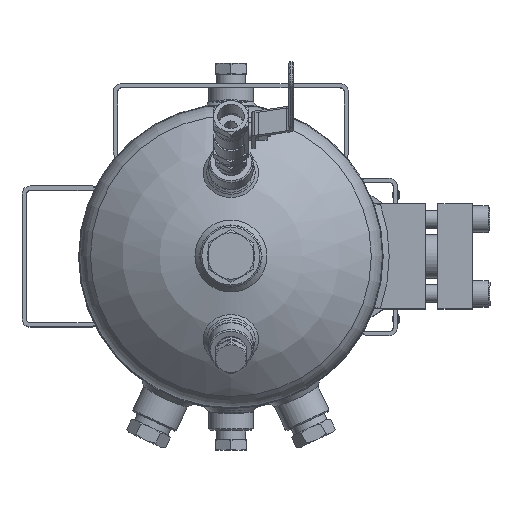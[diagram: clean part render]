
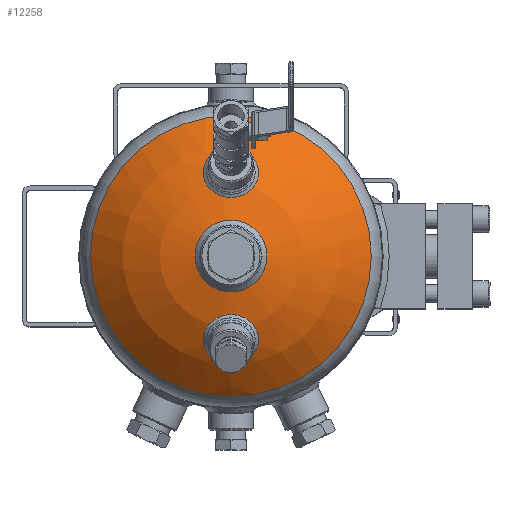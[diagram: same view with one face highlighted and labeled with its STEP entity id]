
A CAD part, top view. The second image highlights one B-rep face of the part: STEP entity #12258.
In plain terms, the highlighted spherical face has radius 140.215 mm.
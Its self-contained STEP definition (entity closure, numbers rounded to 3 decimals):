
#1670=SPHERICAL_SURFACE('',#15589,140.215);
#2695=CIRCLE('',#15590,17.526);
#2696=CIRCLE('',#15591,22.513);
#2697=CIRCLE('',#15592,17.526);
#2698=CIRCLE('',#15593,101.553);
#3269=ORIENTED_EDGE('',*,*,#6458,.T.);
#3270=ORIENTED_EDGE('',*,*,#6459,.T.);
#3271=ORIENTED_EDGE('',*,*,#6460,.T.);
#3272=ORIENTED_EDGE('',*,*,#6461,.F.);
#6458=EDGE_CURVE('',#8065,#8065,#2695,.T.);
#6459=EDGE_CURVE('',#8066,#8066,#2696,.T.);
#6460=EDGE_CURVE('',#8067,#8067,#2697,.T.);
#6461=EDGE_CURVE('',#8068,#8068,#2698,.T.);
#8065=VERTEX_POINT('',#22106);
#8066=VERTEX_POINT('',#22108);
#8067=VERTEX_POINT('',#22110);
#8068=VERTEX_POINT('',#22112);
#9540=EDGE_LOOP('',(#3269));
#9541=EDGE_LOOP('',(#3270));
#9542=EDGE_LOOP('',(#3271));
#9543=EDGE_LOOP('',(#3272));
#10808=FACE_BOUND('',#9540,.T.);
#10809=FACE_BOUND('',#9541,.T.);
#10810=FACE_BOUND('',#9542,.T.);
#10811=FACE_BOUND('',#9543,.T.);
#12258=ADVANCED_FACE('',(#10808,#10809,#10810,#10811),#1670,.T.);
#15589=AXIS2_PLACEMENT_3D('',#22104,#17004,#17005);
#15590=AXIS2_PLACEMENT_3D('',#22105,#17006,#17007);
#15591=AXIS2_PLACEMENT_3D('',#22107,#17008,#17009);
#15592=AXIS2_PLACEMENT_3D('',#22109,#17010,#17011);
#15593=AXIS2_PLACEMENT_3D('',#22111,#17012,#17013);
#17004=DIRECTION('',(0.,0.,-1.));
#17005=DIRECTION('',(-1.,0.,0.));
#17006=DIRECTION('',(-0.435,0.,-0.9));
#17007=DIRECTION('',(-0.9,0.,0.435));
#17008=DIRECTION('',(0.,0.,-1.));
#17009=DIRECTION('',(-1.,0.,0.));
#17010=DIRECTION('',(0.435,0.,-0.9));
#17011=DIRECTION('',(-0.9,0.,-0.435));
#17012=DIRECTION('',(0.,0.,-1.));
#17013=DIRECTION('',(-1.,0.,0.));
#22104=CARTESIAN_POINT('',(0.,0.,-38.615));
#22105=CARTESIAN_POINT('',(60.522,0.,86.646));
#22106=CARTESIAN_POINT('',(44.741,0.,94.27));
#22107=CARTESIAN_POINT('',(0.,0.,99.781));
#22108=CARTESIAN_POINT('',(-22.513,0.,99.781));
#22109=CARTESIAN_POINT('',(-60.522,0.,86.646));
#22110=CARTESIAN_POINT('',(-76.302,0.,79.021));
#22111=CARTESIAN_POINT('',(0.,0.,58.066));
#22112=CARTESIAN_POINT('',(-101.553,0.,58.066));
